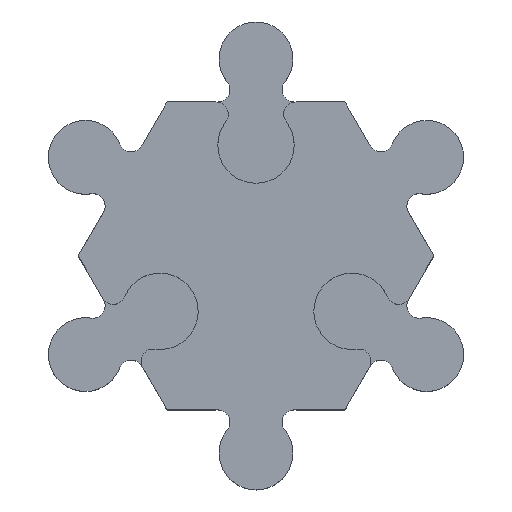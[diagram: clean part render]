
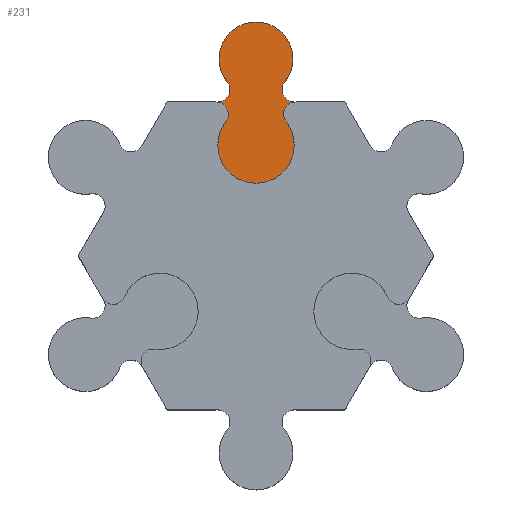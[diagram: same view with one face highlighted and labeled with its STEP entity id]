
A CAD part, top view. The second image highlights one B-rep face of the part: STEP entity #231.
In plain terms, the highlighted planar face has unit normal (0, 0, 1).
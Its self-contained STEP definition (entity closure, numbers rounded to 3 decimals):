
#8 = VECTOR ( 'NONE', #354, 1000. ) ;
#51 = DIRECTION ( 'NONE',  ( 0., 0., -1. ) ) ;
#53 = ORIENTED_EDGE ( 'NONE', *, *, #1871, .T. ) ;
#101 = CARTESIAN_POINT ( 'NONE',  ( 3.122, 13.5, 5. ) ) ;
#149 = CARTESIAN_POINT ( 'NONE',  ( 3.1, 9., 5. ) ) ;
#231 = ADVANCED_FACE ( 'NONE', ( #1957 ), #941, .F. ) ;
#294 = CARTESIAN_POINT ( 'NONE',  ( 2.457, 10.89, 5. ) ) ;
#296 = DIRECTION ( 'NONE',  ( 0., 0., 1. ) ) ;
#354 = DIRECTION ( 'NONE',  ( -1., 0., 0. ) ) ;
#365 = CIRCLE ( 'NONE', #1857, 3.1 ) ;
#385 = DIRECTION ( 'NONE',  ( 1., 0., 0. ) ) ;
#387 = DIRECTION ( 'NONE',  ( -1., 0., 0. ) ) ;
#399 = DIRECTION ( 'NONE',  ( 0., 0., -1. ) ) ;
#414 = LINE ( 'NONE', #1601, #1460 ) ;
#415 = AXIS2_PLACEMENT_3D ( 'NONE', #2478, #1858, #1616 ) ;
#431 = EDGE_CURVE ( 'NONE', #2143, #1057, #622, .T. ) ;
#438 = ORIENTED_EDGE ( 'NONE', *, *, #2038, .F. ) ;
#452 = AXIS2_PLACEMENT_3D ( 'NONE', #1630, #617, #1432 ) ;
#516 = EDGE_CURVE ( 'NONE', #2461, #2078, #365, .T. ) ;
#547 = VERTEX_POINT ( 'NONE', #149 ) ;
#572 = DIRECTION ( 'NONE',  ( 0., 0., -1. ) ) ;
#574 = DIRECTION ( 'NONE',  ( 1., 0., 0. ) ) ;
#576 = AXIS2_PLACEMENT_3D ( 'NONE', #1222, #2049, #385 ) ;
#579 = AXIS2_PLACEMENT_3D ( 'NONE', #1877, #821, #1419 ) ;
#613 = AXIS2_PLACEMENT_3D ( 'NONE', #806, #399, #1833 ) ;
#616 = VERTEX_POINT ( 'NONE', #1036 ) ;
#617 = DIRECTION ( 'NONE',  ( 0., 0., 1. ) ) ;
#622 = CIRCLE ( 'NONE', #1904, 1. ) ;
#633 = DIRECTION ( 'NONE',  ( 1., 0., 0. ) ) ;
#636 = ORIENTED_EDGE ( 'NONE', *, *, #1884, .F. ) ;
#642 = ORIENTED_EDGE ( 'NONE', *, *, #1868, .F. ) ;
#670 = CARTESIAN_POINT ( 'NONE',  ( -2.457, 10.89, 5. ) ) ;
#686 = VERTEX_POINT ( 'NONE', #2538 ) ;
#709 = AXIS2_PLACEMENT_3D ( 'NONE', #101, #296, #719 ) ;
#714 = AXIS2_PLACEMENT_3D ( 'NONE', #1800, #572, #387 ) ;
#719 = DIRECTION ( 'NONE',  ( 1., 0., 0. ) ) ;
#794 = CARTESIAN_POINT ( 'NONE',  ( 3.25, 12.5, 5. ) ) ;
#806 = CARTESIAN_POINT ( 'NONE',  ( 0., 16., 5. ) ) ;
#821 = DIRECTION ( 'NONE',  ( 0., 0., -1. ) ) ;
#879 = DIRECTION ( 'NONE',  ( 1., 0., 0. ) ) ;
#891 = ORIENTED_EDGE ( 'NONE', *, *, #2409, .F. ) ;
#930 = CIRCLE ( 'NONE', #2557, 3.1 ) ;
#941 = PLANE ( 'NONE',  #1472 ) ;
#963 = ORIENTED_EDGE ( 'NONE', *, *, #431, .F. ) ;
#971 = EDGE_CURVE ( 'NONE', #1880, #616, #2163, .T. ) ;
#985 = CARTESIAN_POINT ( 'NONE',  ( 3.122, 12.5, 5. ) ) ;
#986 = ORIENTED_EDGE ( 'NONE', *, *, #1179, .F. ) ;
#1013 = CARTESIAN_POINT ( 'NONE',  ( 3.122, 13.5, 5. ) ) ;
#1022 = VERTEX_POINT ( 'NONE', #1023 ) ;
#1023 = CARTESIAN_POINT ( 'NONE',  ( -3.25, 12.5, 5. ) ) ;
#1031 = ORIENTED_EDGE ( 'NONE', *, *, #2597, .F. ) ;
#1036 = CARTESIAN_POINT ( 'NONE',  ( 2.342, 14.125, 5. ) ) ;
#1057 = VERTEX_POINT ( 'NONE', #985 ) ;
#1065 = EDGE_CURVE ( 'NONE', #1910, #1611, #1566, .T. ) ;
#1076 = ORIENTED_EDGE ( 'NONE', *, *, #1468, .F. ) ;
#1083 = CIRCLE ( 'NONE', #613, 3. ) ;
#1179 = EDGE_CURVE ( 'NONE', #1611, #547, #930, .T. ) ;
#1222 = CARTESIAN_POINT ( 'NONE',  ( -3.25, 11.5, 5. ) ) ;
#1295 = ORIENTED_EDGE ( 'NONE', *, *, #516, .F. ) ;
#1298 = ORIENTED_EDGE ( 'NONE', *, *, #971, .F. ) ;
#1315 = EDGE_LOOP ( 'NONE', ( #1076, #53, #438, #642, #1295, #891, #986, #2230, #2529, #963, #1031, #1298, #636, #1918 ) ) ;
#1374 = DIRECTION ( 'NONE',  ( 0., 0., -1. ) ) ;
#1387 = DIRECTION ( 'NONE',  ( -1., 0., 0. ) ) ;
#1409 = DIRECTION ( 'NONE',  ( 0., 0., 1. ) ) ;
#1419 = DIRECTION ( 'NONE',  ( 1., 0., 0. ) ) ;
#1432 = DIRECTION ( 'NONE',  ( 1., 0., 0. ) ) ;
#1447 = CARTESIAN_POINT ( 'NONE',  ( 0., 16., 5. ) ) ;
#1460 = VECTOR ( 'NONE', #2477, 1000. ) ;
#1468 = EDGE_CURVE ( 'NONE', #1733, #686, #2429, .T. ) ;
#1472 = AXIS2_PLACEMENT_3D ( 'NONE', #2384, #1374, #1387 ) ;
#1524 = CARTESIAN_POINT ( 'NONE',  ( -3.1, 9., 5. ) ) ;
#1566 = CIRCLE ( 'NONE', #452, 1. ) ;
#1594 = AXIS2_PLACEMENT_3D ( 'NONE', #2113, #1667, #879 ) ;
#1601 = CARTESIAN_POINT ( 'NONE',  ( 7.217, 12.5, 5. ) ) ;
#1611 = VERTEX_POINT ( 'NONE', #294 ) ;
#1616 = DIRECTION ( 'NONE',  ( -1., 0., 0. ) ) ;
#1630 = CARTESIAN_POINT ( 'NONE',  ( 3.25, 11.5, 5. ) ) ;
#1637 = DIRECTION ( 'NONE',  ( -1., 0., 0. ) ) ;
#1667 = DIRECTION ( 'NONE',  ( 0., 0., 1. ) ) ;
#1674 = CARTESIAN_POINT ( 'NONE',  ( 0., 9., 5. ) ) ;
#1733 = VERTEX_POINT ( 'NONE', #2115 ) ;
#1764 = VERTEX_POINT ( 'NONE', #1956 ) ;
#1778 = LINE ( 'NONE', #2379, #8 ) ;
#1790 = DIRECTION ( 'NONE',  ( 0., 0., -1. ) ) ;
#1800 = CARTESIAN_POINT ( 'NONE',  ( 0., 16., 5. ) ) ;
#1816 = DIRECTION ( 'NONE',  ( 0., 0., -1. ) ) ;
#1833 = DIRECTION ( 'NONE',  ( -1., 0., 0. ) ) ;
#1855 = CIRCLE ( 'NONE', #709, 1. ) ;
#1857 = AXIS2_PLACEMENT_3D ( 'NONE', #2091, #1790, #2611 ) ;
#1858 = DIRECTION ( 'NONE',  ( 0., 0., 1. ) ) ;
#1868 = EDGE_CURVE ( 'NONE', #2078, #1764, #1986, .T. ) ;
#1871 = EDGE_CURVE ( 'NONE', #1733, #1022, #414, .T. ) ;
#1877 = CARTESIAN_POINT ( 'NONE',  ( 0., 9., 5. ) ) ;
#1880 = VERTEX_POINT ( 'NONE', #2427 ) ;
#1884 = EDGE_CURVE ( 'NONE', #2071, #1880, #1936, .T. ) ;
#1895 = EDGE_CURVE ( 'NONE', #686, #2071, #1083, .T. ) ;
#1904 = AXIS2_PLACEMENT_3D ( 'NONE', #1013, #1409, #574 ) ;
#1910 = VERTEX_POINT ( 'NONE', #794 ) ;
#1918 = ORIENTED_EDGE ( 'NONE', *, *, #1895, .F. ) ;
#1936 = CIRCLE ( 'NONE', #2195, 3. ) ;
#1956 = CARTESIAN_POINT ( 'NONE',  ( -2.25, 11.5, 5. ) ) ;
#1957 = FACE_OUTER_BOUND ( 'NONE', #1315, .T. ) ;
#1986 = CIRCLE ( 'NONE', #576, 1. ) ;
#2038 = EDGE_CURVE ( 'NONE', #1764, #1022, #2629, .T. ) ;
#2049 = DIRECTION ( 'NONE',  ( 0., 0., 1. ) ) ;
#2071 = VERTEX_POINT ( 'NONE', #2532 ) ;
#2078 = VERTEX_POINT ( 'NONE', #670 ) ;
#2091 = CARTESIAN_POINT ( 'NONE',  ( 0., 9., 5. ) ) ;
#2113 = CARTESIAN_POINT ( 'NONE',  ( -3.25, 11.5, 5. ) ) ;
#2115 = CARTESIAN_POINT ( 'NONE',  ( -3.122, 12.5, 5. ) ) ;
#2143 = VERTEX_POINT ( 'NONE', #2572 ) ;
#2163 = CIRCLE ( 'NONE', #714, 3. ) ;
#2195 = AXIS2_PLACEMENT_3D ( 'NONE', #1447, #1816, #1637 ) ;
#2197 = EDGE_CURVE ( 'NONE', #1910, #1057, #1778, .T. ) ;
#2230 = ORIENTED_EDGE ( 'NONE', *, *, #1065, .F. ) ;
#2379 = CARTESIAN_POINT ( 'NONE',  ( 7.217, 12.5, 5. ) ) ;
#2384 = CARTESIAN_POINT ( 'NONE',  ( -3.122, 13.5, 5. ) ) ;
#2409 = EDGE_CURVE ( 'NONE', #547, #2461, #2418, .T. ) ;
#2418 = CIRCLE ( 'NONE', #579, 3.1 ) ;
#2427 = CARTESIAN_POINT ( 'NONE',  ( 3., 16., 5. ) ) ;
#2429 = CIRCLE ( 'NONE', #415, 1. ) ;
#2461 = VERTEX_POINT ( 'NONE', #1524 ) ;
#2477 = DIRECTION ( 'NONE',  ( -1., 0., 0. ) ) ;
#2478 = CARTESIAN_POINT ( 'NONE',  ( -3.122, 13.5, 5. ) ) ;
#2529 = ORIENTED_EDGE ( 'NONE', *, *, #2197, .T. ) ;
#2532 = CARTESIAN_POINT ( 'NONE',  ( -3., 16., 5. ) ) ;
#2538 = CARTESIAN_POINT ( 'NONE',  ( -2.342, 14.125, 5. ) ) ;
#2557 = AXIS2_PLACEMENT_3D ( 'NONE', #1674, #51, #633 ) ;
#2572 = CARTESIAN_POINT ( 'NONE',  ( 2.122, 13.5, 5. ) ) ;
#2597 = EDGE_CURVE ( 'NONE', #616, #2143, #1855, .T. ) ;
#2611 = DIRECTION ( 'NONE',  ( 1., 0., 0. ) ) ;
#2629 = CIRCLE ( 'NONE', #1594, 1. ) ;
